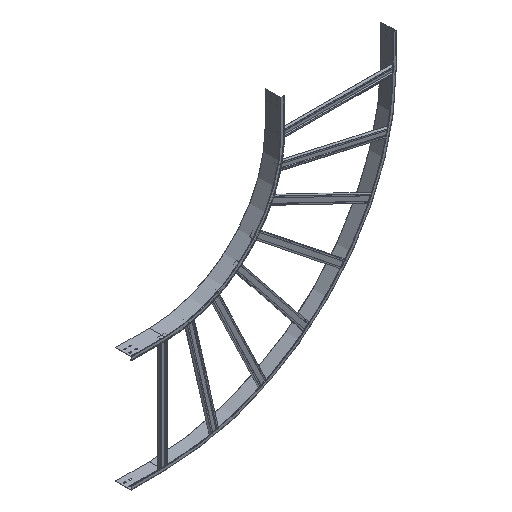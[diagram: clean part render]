
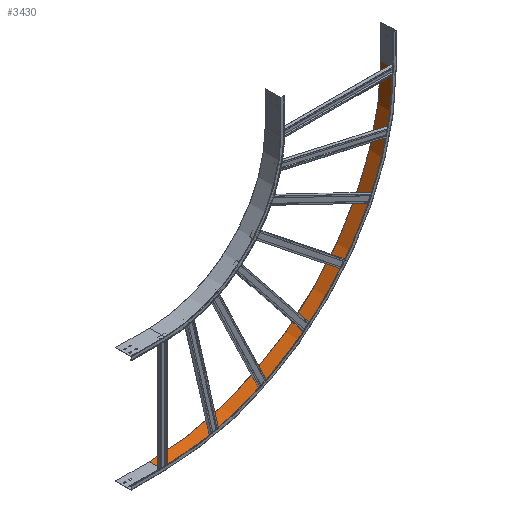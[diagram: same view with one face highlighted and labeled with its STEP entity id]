
A CAD part, isometric view. The second image highlights one B-rep face of the part: STEP entity #3430.
In plain terms, the highlighted cylindrical face has radius 1198.8 mm (diameter 2397.6 mm), a partial arc.
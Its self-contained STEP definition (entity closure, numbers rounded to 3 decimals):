
#1061 = ORIENTED_EDGE ( 'NONE', *, *, #8738, .F. ) ;
#1062 = ORIENTED_EDGE ( 'NONE', *, *, #8739, .T. ) ;
#1607 = ORIENTED_EDGE ( 'NONE', *, *, #8740, .T. ) ;
#1608 = ORIENTED_EDGE ( 'NONE', *, *, #8741, .F. ) ;
#2991 = AXIS2_PLACEMENT_3D ( 'NONE', #5384, #5382, #5377 ) ;
#3430 = ADVANCED_FACE ( 'NONE', ( #5257 ), #5261, .F. ) ;
#3788 = VERTEX_POINT ( 'NONE', #6389 ) ;
#3789 = VERTEX_POINT ( 'NONE', #6390 ) ;
#3794 = VERTEX_POINT ( 'NONE', #6395 ) ;
#3795 = VERTEX_POINT ( 'NONE', #6396 ) ;
#4496 = DIRECTION ( 'NONE',  ( 0., 1., 0. ) ) ;
#4497 = CARTESIAN_POINT ( 'NONE',  ( -600., -41.13, -1371.8 ) ) ;
#4502 = DIRECTION ( 'NONE',  ( 0., 1., 0. ) ) ;
#4506 = CARTESIAN_POINT ( 'NONE',  ( 598.8, -41.13, -173. ) ) ;
#4507 = CARTESIAN_POINT ( 'NONE',  ( -600., -41.13, -173. ) ) ;
#4508 = DIRECTION ( 'NONE',  ( 0., -1., 0. ) ) ;
#4509 = DIRECTION ( 'NONE',  ( 1., 0., 0. ) ) ;
#4511 = CARTESIAN_POINT ( 'NONE',  ( -600., 37.07, -173. ) ) ;
#4512 = DIRECTION ( 'NONE',  ( 0., -1., 0. ) ) ;
#4513 = DIRECTION ( 'NONE',  ( 1., 0., 0. ) ) ;
#5257 = FACE_OUTER_BOUND ( 'NONE', #9604, .T. ) ;
#5261 = CYLINDRICAL_SURFACE ( 'NONE', #2991, 1198.8 ) ;
#5377 = DIRECTION ( 'NONE',  ( 1., 0., 0. ) ) ;
#5382 = DIRECTION ( 'NONE',  ( 0., -1., 0. ) ) ;
#5384 = CARTESIAN_POINT ( 'NONE',  ( -600., 0., -173. ) ) ;
#5723 = AXIS2_PLACEMENT_3D ( 'NONE', #4507, #4508, #4509 ) ;
#5724 = AXIS2_PLACEMENT_3D ( 'NONE', #4511, #4512, #4513 ) ;
#5994 = LINE ( 'NONE', #4506, #6002 ) ;
#5997 = LINE ( 'NONE', #4497, #5999 ) ;
#5998 = CIRCLE ( 'NONE', #5723, 1198.8 ) ;
#5999 = VECTOR ( 'NONE', #4496, 1000. ) ;
#6001 = CIRCLE ( 'NONE', #5724, 1198.8 ) ;
#6002 = VECTOR ( 'NONE', #4502, 1000. ) ;
#6389 = CARTESIAN_POINT ( 'NONE',  ( -600., -41.13, -1371.8 ) ) ;
#6390 = CARTESIAN_POINT ( 'NONE',  ( -600., 37.07, -1371.8 ) ) ;
#6395 = CARTESIAN_POINT ( 'NONE',  ( 598.8, -41.13, -173. ) ) ;
#6396 = CARTESIAN_POINT ( 'NONE',  ( 598.8, 37.07, -173. ) ) ;
#8738 = EDGE_CURVE ( 'NONE', #3788, #3789, #5997, .T. ) ;
#8739 = EDGE_CURVE ( 'NONE', #3788, #3794, #5998, .T. ) ;
#8740 = EDGE_CURVE ( 'NONE', #3794, #3795, #5994, .T. ) ;
#8741 = EDGE_CURVE ( 'NONE', #3789, #3795, #6001, .T. ) ;
#9604 = EDGE_LOOP ( 'NONE', ( #1061, #1062, #1607, #1608 ) ) ;
